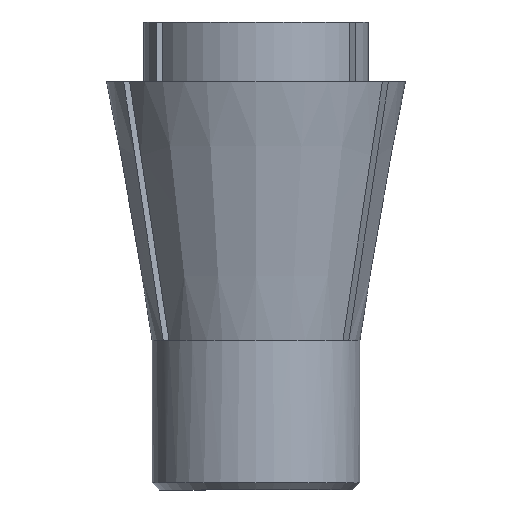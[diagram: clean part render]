
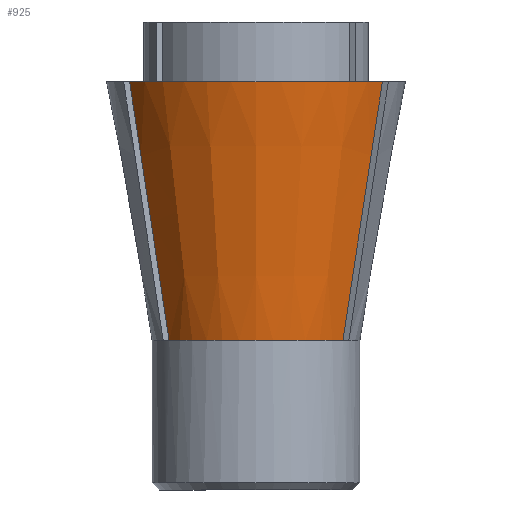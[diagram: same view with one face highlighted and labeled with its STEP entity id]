
A CAD part, left-side view. The second image highlights one B-rep face of the part: STEP entity #925.
In plain terms, the highlighted conical face has half-angle 10 degrees and reference radius 6.95 mm.
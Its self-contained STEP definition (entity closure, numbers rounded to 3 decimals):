
#210 = VERTEX_POINT('',#211);
#211 = CARTESIAN_POINT('',(-3.816,-5.809,10.));
#328 = VERTEX_POINT('',#329);
#329 = CARTESIAN_POINT('',(-3.816,5.809,10.));
#462 = EDGE_CURVE('',#210,#328,#463,.T.);
#463 = CIRCLE('',#464,6.95);
#464 = AXIS2_PLACEMENT_3D('',#465,#466,#467);
#465 = CARTESIAN_POINT('',(0.,0.,10.));
#466 = DIRECTION('',(0.,0.,-1.));
#467 = DIRECTION('',(1.,0.,0.));
#645 = EDGE_CURVE('',#646,#210,#648,.T.);
#646 = VERTEX_POINT('',#647);
#647 = CARTESIAN_POINT('',(-5.343,-8.454,27.3));
#648 = HYPERBOLA('',#649,2.269,0.4);
#649 = AXIS2_PLACEMENT_3D('',#650,#651,#652);
#650 = CARTESIAN_POINT('',(-0.346,0.2,-29.415));
#651 = DIRECTION('',(-0.866,0.5,0.));
#652 = DIRECTION('',(0.,0.,1.));
#785 = EDGE_CURVE('',#786,#328,#788,.T.);
#786 = VERTEX_POINT('',#787);
#787 = CARTESIAN_POINT('',(-5.343,8.454,27.3));
#788 = HYPERBOLA('',#789,2.269,0.4);
#789 = AXIS2_PLACEMENT_3D('',#790,#791,#792);
#790 = CARTESIAN_POINT('',(-0.346,-0.2,-29.415));
#791 = DIRECTION('',(0.866,0.5,0.));
#792 = DIRECTION('',(0.,0.,1.));
#925 = ADVANCED_FACE('',(#926),#938,.T.);
#926 = FACE_BOUND('',#927,.F.);
#927 = EDGE_LOOP('',(#928,#935,#936,#937));
#928 = ORIENTED_EDGE('',*,*,#929,.F.);
#929 = EDGE_CURVE('',#646,#786,#930,.T.);
#930 = CIRCLE('',#931,10.);
#931 = AXIS2_PLACEMENT_3D('',#932,#933,#934);
#932 = CARTESIAN_POINT('',(0.,0.,27.3));
#933 = DIRECTION('',(0.,0.,-1.));
#934 = DIRECTION('',(1.,0.,0.));
#935 = ORIENTED_EDGE('',*,*,#645,.T.);
#936 = ORIENTED_EDGE('',*,*,#462,.T.);
#937 = ORIENTED_EDGE('',*,*,#785,.F.);
#938 = CONICAL_SURFACE('',#939,6.95,0.175);
#939 = AXIS2_PLACEMENT_3D('',#940,#941,#942);
#940 = CARTESIAN_POINT('',(0.,0.,10.));
#941 = DIRECTION('',(0.,0.,1.));
#942 = DIRECTION('',(1.,0.,0.));
